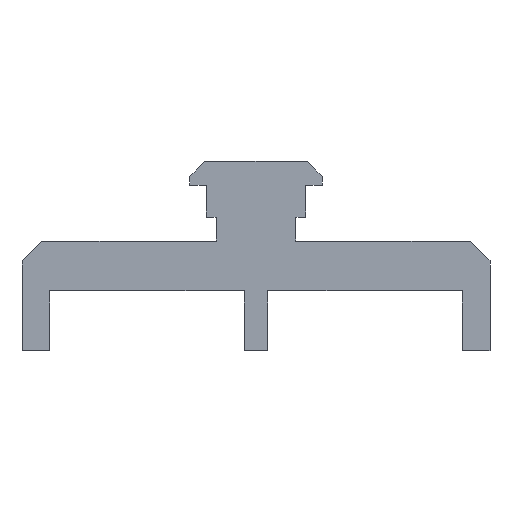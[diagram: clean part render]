
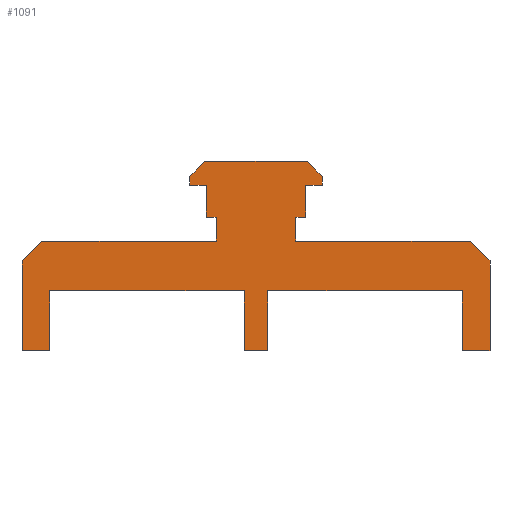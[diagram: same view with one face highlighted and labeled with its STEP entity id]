
A CAD part, front view. The second image highlights one B-rep face of the part: STEP entity #1091.
In plain terms, the highlighted planar face has unit normal (0, -1, 0).
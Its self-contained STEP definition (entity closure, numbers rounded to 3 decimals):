
#327=DIRECTION('',(0.,0.,-1.));
#328=VECTOR('',#327,6.);
#329=CARTESIAN_POINT('',(1.2,0.,-5.));
#330=LINE('',#329,#328);
#335=DIRECTION('',(-1.,0.,0.));
#336=VECTOR('',#335,2.4);
#337=CARTESIAN_POINT('',(1.2,0.,-11.));
#338=LINE('',#337,#336);
#342=DIRECTION('',(0.,0.,1.));
#343=VECTOR('',#342,6.);
#344=CARTESIAN_POINT('',(-1.2,0.,-11.));
#345=LINE('',#344,#343);
#349=DIRECTION('',(-1.,0.,0.));
#350=VECTOR('',#349,19.5);
#351=CARTESIAN_POINT('',(-1.2,0.,-5.));
#352=LINE('',#351,#350);
#356=DIRECTION('',(0.,0.,-1.));
#357=VECTOR('',#356,6.);
#358=CARTESIAN_POINT('',(-20.7,0.,-5.));
#359=LINE('',#358,#357);
#363=DIRECTION('',(-1.,0.,0.));
#364=VECTOR('',#363,2.8);
#365=CARTESIAN_POINT('',(-20.7,0.,-11.));
#366=LINE('',#365,#364);
#370=DIRECTION('',(0.,0.,1.));
#371=VECTOR('',#370,9.);
#372=CARTESIAN_POINT('',(-23.5,0.,-11.));
#373=LINE('',#372,#371);
#377=DIRECTION('',(0.707,0.,0.707));
#378=VECTOR('',#377,2.828);
#379=CARTESIAN_POINT('',(-23.5,0.,-2.));
#380=LINE('',#379,#378);
#384=DIRECTION('',(1.,0.,0.));
#385=VECTOR('',#384,17.5);
#386=CARTESIAN_POINT('',(-21.5,0.,0.));
#387=LINE('',#386,#385);
#391=DIRECTION('',(0.,0.,1.));
#392=VECTOR('',#391,2.4);
#393=CARTESIAN_POINT('',(-4.,0.,0.));
#394=LINE('',#393,#392);
#398=DIRECTION('',(-1.,0.,0.));
#399=VECTOR('',#398,1.);
#400=CARTESIAN_POINT('',(-4.,0.,2.4));
#401=LINE('',#400,#399);
#405=DIRECTION('',(0.,0.,1.));
#406=VECTOR('',#405,3.2);
#407=CARTESIAN_POINT('',(-5.,0.,2.4));
#408=LINE('',#407,#406);
#412=DIRECTION('',(-1.,0.,0.));
#413=VECTOR('',#412,1.65);
#414=CARTESIAN_POINT('',(-5.,0.,5.6));
#415=LINE('',#414,#413);
#419=DIRECTION('',(0.,0.,1.));
#420=VECTOR('',#419,0.9);
#421=CARTESIAN_POINT('',(-6.65,0.,5.6));
#422=LINE('',#421,#420);
#426=DIRECTION('',(0.707,0.,0.707));
#427=VECTOR('',#426,2.121);
#428=CARTESIAN_POINT('',(-6.65,0.,6.5));
#429=LINE('',#428,#427);
#433=DIRECTION('',(1.,0.,0.));
#434=VECTOR('',#433,10.3);
#435=CARTESIAN_POINT('',(-5.15,0.,8.));
#436=LINE('',#435,#434);
#440=DIRECTION('',(0.707,0.,-0.707));
#441=VECTOR('',#440,2.121);
#442=CARTESIAN_POINT('',(5.15,0.,8.));
#443=LINE('',#442,#441);
#447=DIRECTION('',(0.,0.,-1.));
#448=VECTOR('',#447,0.9);
#449=CARTESIAN_POINT('',(6.65,0.,6.5));
#450=LINE('',#449,#448);
#454=DIRECTION('',(-1.,0.,0.));
#455=VECTOR('',#454,1.65);
#456=CARTESIAN_POINT('',(6.65,0.,5.6));
#457=LINE('',#456,#455);
#461=DIRECTION('',(0.,0.,-1.));
#462=VECTOR('',#461,3.2);
#463=CARTESIAN_POINT('',(5.,0.,5.6));
#464=LINE('',#463,#462);
#468=DIRECTION('',(-1.,0.,0.));
#469=VECTOR('',#468,1.);
#470=CARTESIAN_POINT('',(5.,0.,2.4));
#471=LINE('',#470,#469);
#475=DIRECTION('',(0.,0.,-1.));
#476=VECTOR('',#475,2.4);
#477=CARTESIAN_POINT('',(4.,0.,2.4));
#478=LINE('',#477,#476);
#482=DIRECTION('',(1.,0.,0.));
#483=VECTOR('',#482,17.5);
#484=CARTESIAN_POINT('',(4.,0.,0.));
#485=LINE('',#484,#483);
#489=DIRECTION('',(0.707,0.,-0.707));
#490=VECTOR('',#489,2.828);
#491=CARTESIAN_POINT('',(21.5,0.,0.));
#492=LINE('',#491,#490);
#496=DIRECTION('',(0.,0.,-1.));
#497=VECTOR('',#496,9.);
#498=CARTESIAN_POINT('',(23.5,0.,-2.));
#499=LINE('',#498,#497);
#503=DIRECTION('',(-1.,0.,0.));
#504=VECTOR('',#503,2.8);
#505=CARTESIAN_POINT('',(23.5,0.,-11.));
#506=LINE('',#505,#504);
#510=DIRECTION('',(0.,0.,1.));
#511=VECTOR('',#510,6.);
#512=CARTESIAN_POINT('',(20.7,0.,-11.));
#513=LINE('',#512,#511);
#517=DIRECTION('',(-1.,0.,0.));
#518=VECTOR('',#517,19.5);
#519=CARTESIAN_POINT('',(20.7,0.,-5.));
#520=LINE('',#519,#518);
#916=CARTESIAN_POINT('',(1.2,0.,-5.));
#917=CARTESIAN_POINT('',(1.2,0.,-11.));
#918=VERTEX_POINT('',#916);
#919=VERTEX_POINT('',#917);
#920=CARTESIAN_POINT('',(-1.2,0.,-11.));
#921=VERTEX_POINT('',#920);
#922=CARTESIAN_POINT('',(-1.2,0.,-5.));
#923=VERTEX_POINT('',#922);
#924=CARTESIAN_POINT('',(-20.7,0.,-5.));
#925=VERTEX_POINT('',#924);
#926=CARTESIAN_POINT('',(-20.7,0.,-11.));
#927=VERTEX_POINT('',#926);
#928=CARTESIAN_POINT('',(-23.5,0.,-11.));
#929=VERTEX_POINT('',#928);
#930=CARTESIAN_POINT('',(-23.5,0.,-2.));
#931=VERTEX_POINT('',#930);
#932=CARTESIAN_POINT('',(-21.5,0.,0.));
#933=VERTEX_POINT('',#932);
#934=CARTESIAN_POINT('',(-4.,0.,0.));
#935=VERTEX_POINT('',#934);
#936=CARTESIAN_POINT('',(-4.,0.,2.4));
#937=VERTEX_POINT('',#936);
#938=CARTESIAN_POINT('',(-5.,0.,2.4));
#939=VERTEX_POINT('',#938);
#940=CARTESIAN_POINT('',(-5.,0.,5.6));
#941=VERTEX_POINT('',#940);
#942=CARTESIAN_POINT('',(-6.65,0.,5.6));
#943=VERTEX_POINT('',#942);
#944=CARTESIAN_POINT('',(-6.65,0.,6.5));
#945=VERTEX_POINT('',#944);
#946=CARTESIAN_POINT('',(-5.15,0.,8.));
#947=VERTEX_POINT('',#946);
#948=CARTESIAN_POINT('',(5.15,0.,8.));
#949=VERTEX_POINT('',#948);
#950=CARTESIAN_POINT('',(6.65,0.,6.5));
#951=VERTEX_POINT('',#950);
#952=CARTESIAN_POINT('',(6.65,0.,5.6));
#953=VERTEX_POINT('',#952);
#954=CARTESIAN_POINT('',(5.,0.,5.6));
#955=VERTEX_POINT('',#954);
#956=CARTESIAN_POINT('',(5.,0.,2.4));
#957=VERTEX_POINT('',#956);
#958=CARTESIAN_POINT('',(4.,0.,2.4));
#959=VERTEX_POINT('',#958);
#960=CARTESIAN_POINT('',(4.,0.,0.));
#961=VERTEX_POINT('',#960);
#962=CARTESIAN_POINT('',(21.5,0.,0.));
#963=VERTEX_POINT('',#962);
#964=CARTESIAN_POINT('',(23.5,0.,-2.));
#965=VERTEX_POINT('',#964);
#966=CARTESIAN_POINT('',(23.5,0.,-11.));
#967=VERTEX_POINT('',#966);
#968=CARTESIAN_POINT('',(20.7,0.,-11.));
#969=VERTEX_POINT('',#968);
#970=CARTESIAN_POINT('',(20.7,0.,-5.));
#971=VERTEX_POINT('',#970);
#1028=CARTESIAN_POINT('',(0.,0.,0.));
#1029=DIRECTION('',(0.,1.,0.));
#1030=DIRECTION('',(1.,0.,0.));
#1031=AXIS2_PLACEMENT_3D('',#1028,#1029,#1030);
#1032=PLANE('',#1031);
#1034=ORIENTED_EDGE('',*,*,#1033,.T.);
#1036=ORIENTED_EDGE('',*,*,#1035,.T.);
#1038=ORIENTED_EDGE('',*,*,#1037,.T.);
#1040=ORIENTED_EDGE('',*,*,#1039,.T.);
#1042=ORIENTED_EDGE('',*,*,#1041,.T.);
#1044=ORIENTED_EDGE('',*,*,#1043,.T.);
#1046=ORIENTED_EDGE('',*,*,#1045,.T.);
#1048=ORIENTED_EDGE('',*,*,#1047,.T.);
#1050=ORIENTED_EDGE('',*,*,#1049,.T.);
#1052=ORIENTED_EDGE('',*,*,#1051,.T.);
#1054=ORIENTED_EDGE('',*,*,#1053,.T.);
#1056=ORIENTED_EDGE('',*,*,#1055,.T.);
#1058=ORIENTED_EDGE('',*,*,#1057,.T.);
#1060=ORIENTED_EDGE('',*,*,#1059,.T.);
#1062=ORIENTED_EDGE('',*,*,#1061,.T.);
#1064=ORIENTED_EDGE('',*,*,#1063,.T.);
#1066=ORIENTED_EDGE('',*,*,#1065,.T.);
#1068=ORIENTED_EDGE('',*,*,#1067,.T.);
#1070=ORIENTED_EDGE('',*,*,#1069,.T.);
#1072=ORIENTED_EDGE('',*,*,#1071,.T.);
#1074=ORIENTED_EDGE('',*,*,#1073,.T.);
#1076=ORIENTED_EDGE('',*,*,#1075,.T.);
#1078=ORIENTED_EDGE('',*,*,#1077,.T.);
#1080=ORIENTED_EDGE('',*,*,#1079,.T.);
#1082=ORIENTED_EDGE('',*,*,#1081,.T.);
#1084=ORIENTED_EDGE('',*,*,#1083,.T.);
#1086=ORIENTED_EDGE('',*,*,#1085,.T.);
#1088=ORIENTED_EDGE('',*,*,#1087,.T.);
#1089=EDGE_LOOP('',(#1034,#1036,#1038,#1040,#1042,#1044,#1046,#1048,#1050,#1052,
#1054,#1056,#1058,#1060,#1062,#1064,#1066,#1068,#1070,#1072,#1074,#1076,#1078,
#1080,#1082,#1084,#1086,#1088));
#1090=FACE_OUTER_BOUND('',#1089,.F.);
#1033=EDGE_CURVE('',#918,#919,#330,.T.);
#1035=EDGE_CURVE('',#919,#921,#338,.T.);
#1037=EDGE_CURVE('',#921,#923,#345,.T.);
#1039=EDGE_CURVE('',#923,#925,#352,.T.);
#1041=EDGE_CURVE('',#925,#927,#359,.T.);
#1043=EDGE_CURVE('',#927,#929,#366,.T.);
#1045=EDGE_CURVE('',#929,#931,#373,.T.);
#1047=EDGE_CURVE('',#931,#933,#380,.T.);
#1049=EDGE_CURVE('',#933,#935,#387,.T.);
#1051=EDGE_CURVE('',#935,#937,#394,.T.);
#1053=EDGE_CURVE('',#937,#939,#401,.T.);
#1055=EDGE_CURVE('',#939,#941,#408,.T.);
#1057=EDGE_CURVE('',#941,#943,#415,.T.);
#1059=EDGE_CURVE('',#943,#945,#422,.T.);
#1061=EDGE_CURVE('',#945,#947,#429,.T.);
#1063=EDGE_CURVE('',#947,#949,#436,.T.);
#1065=EDGE_CURVE('',#949,#951,#443,.T.);
#1067=EDGE_CURVE('',#951,#953,#450,.T.);
#1069=EDGE_CURVE('',#953,#955,#457,.T.);
#1071=EDGE_CURVE('',#955,#957,#464,.T.);
#1073=EDGE_CURVE('',#957,#959,#471,.T.);
#1075=EDGE_CURVE('',#959,#961,#478,.T.);
#1077=EDGE_CURVE('',#961,#963,#485,.T.);
#1079=EDGE_CURVE('',#963,#965,#492,.T.);
#1081=EDGE_CURVE('',#965,#967,#499,.T.);
#1083=EDGE_CURVE('',#967,#969,#506,.T.);
#1085=EDGE_CURVE('',#969,#971,#513,.T.);
#1087=EDGE_CURVE('',#971,#918,#520,.T.);
#1091=ADVANCED_FACE('',(#1090),#1032,.F.);
